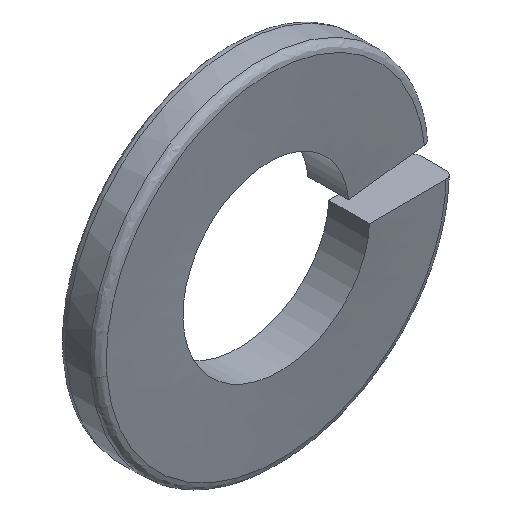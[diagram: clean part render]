
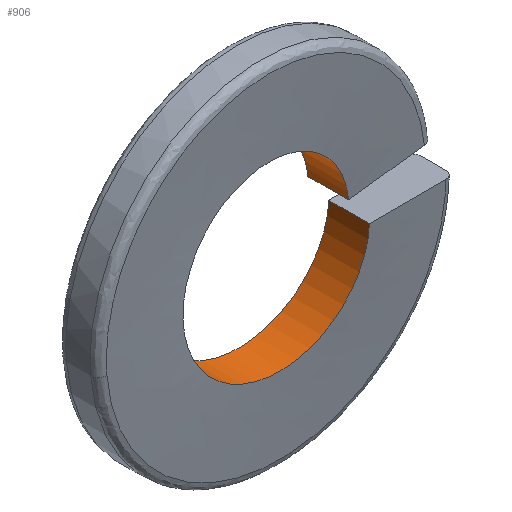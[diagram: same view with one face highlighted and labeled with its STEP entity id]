
A CAD part, isometric view. The second image highlights one B-rep face of the part: STEP entity #906.
In plain terms, the highlighted cylindrical face has radius 1.3 mm (diameter 2.6 mm), a partial arc.
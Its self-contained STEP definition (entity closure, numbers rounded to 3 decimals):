
#143=DIRECTION('',(0.,1.,0.));
#144=VECTOR('',#143,0.6);
#145=CARTESIAN_POINT('',(1.3,0.,0.));
#146=LINE('',#145,#144);
#190=CARTESIAN_POINT('',(1.3,0.6,0.));
#191=CARTESIAN_POINT('',(1.3,0.603,-0.07));
#192=CARTESIAN_POINT('',(1.289,0.608,
-0.211));
#193=CARTESIAN_POINT('',(1.238,0.616,
-0.416));
#194=CARTESIAN_POINT('',(1.154,0.624,
-0.61));
#195=CARTESIAN_POINT('',(1.041,0.632,
-0.789));
#196=CARTESIAN_POINT('',(0.9,0.639,
-0.946));
#197=CARTESIAN_POINT('',(0.735,0.647,
-1.079));
#198=CARTESIAN_POINT('',(0.551,0.655,
-1.184));
#199=CARTESIAN_POINT('',(0.353,0.663,
-1.257));
#200=CARTESIAN_POINT('',(0.146,0.671,
-1.298));
#201=CARTESIAN_POINT('',(-0.066,0.679,
-1.304));
#202=CARTESIAN_POINT('',(-0.275,0.687,
-1.276));
#203=CARTESIAN_POINT('',(-0.478,0.695,
-1.215));
#204=CARTESIAN_POINT('',(-0.667,0.703,
-1.122));
#205=CARTESIAN_POINT('',(-0.84,0.711,
-1.));
#206=CARTESIAN_POINT('',(-0.99,0.718,
-0.851));
#207=CARTESIAN_POINT('',(-1.115,0.726,
-0.68));
#208=CARTESIAN_POINT('',(-1.21,0.734,
-0.491));
#209=CARTESIAN_POINT('',(-1.273,0.742,
-0.29));
#210=CARTESIAN_POINT('',(-1.303,0.75,-0.08));
#211=CARTESIAN_POINT('',(-1.299,0.758,
0.131));
#212=CARTESIAN_POINT('',(-1.261,0.766,
0.339));
#213=CARTESIAN_POINT('',(-1.19,0.774,
0.538));
#214=CARTESIAN_POINT('',(-1.087,0.782,
0.723));
#215=CARTESIAN_POINT('',(-0.956,0.789,
0.889));
#216=CARTESIAN_POINT('',(-0.8,0.797,
1.032));
#217=CARTESIAN_POINT('',(-0.623,0.805,
1.147));
#218=CARTESIAN_POINT('',(-0.43,0.813,
1.233));
#219=CARTESIAN_POINT('',(-0.225,0.821,
1.286));
#220=CARTESIAN_POINT('',(-0.015,0.829,
1.306));
#221=CARTESIAN_POINT('',(0.196,0.837,1.291));
#222=CARTESIAN_POINT('',(0.402,0.845,1.242));
#223=CARTESIAN_POINT('',(0.597,0.853,1.161));
#224=CARTESIAN_POINT('',(0.777,0.861,1.05));
#225=CARTESIAN_POINT('',(0.936,0.868,
0.91));
#226=CARTESIAN_POINT('',(1.071,0.876,0.747));
#227=CARTESIAN_POINT('',(1.177,0.884,0.565));
#228=CARTESIAN_POINT('',(1.253,0.892,0.367));
#229=CARTESIAN_POINT('',(1.282,0.897,0.229));
#230=CARTESIAN_POINT('',(1.29,0.9,0.16));
#270=CARTESIAN_POINT('',(1.3,0.,0.));
#271=CARTESIAN_POINT('',(1.3,0.003,-0.07));
#272=CARTESIAN_POINT('',(1.289,0.008,
-0.211));
#273=CARTESIAN_POINT('',(1.238,0.016,
-0.416));
#274=CARTESIAN_POINT('',(1.154,0.024,
-0.61));
#275=CARTESIAN_POINT('',(1.041,0.032,
-0.789));
#276=CARTESIAN_POINT('',(0.9,0.039,
-0.946));
#277=CARTESIAN_POINT('',(0.735,0.047,
-1.079));
#278=CARTESIAN_POINT('',(0.551,0.055,
-1.184));
#279=CARTESIAN_POINT('',(0.353,0.063,
-1.257));
#280=CARTESIAN_POINT('',(0.146,0.071,
-1.298));
#281=CARTESIAN_POINT('',(-0.066,0.079,
-1.304));
#282=CARTESIAN_POINT('',(-0.275,0.087,
-1.276));
#283=CARTESIAN_POINT('',(-0.478,0.095,
-1.215));
#284=CARTESIAN_POINT('',(-0.667,0.103,
-1.122));
#285=CARTESIAN_POINT('',(-0.84,0.111,
-1.));
#286=CARTESIAN_POINT('',(-0.99,0.118,
-0.851));
#287=CARTESIAN_POINT('',(-1.115,0.126,
-0.68));
#288=CARTESIAN_POINT('',(-1.21,0.134,
-0.491));
#289=CARTESIAN_POINT('',(-1.273,0.142,
-0.29));
#290=CARTESIAN_POINT('',(-1.303,0.15,-0.08));
#291=CARTESIAN_POINT('',(-1.299,0.158,
0.131));
#292=CARTESIAN_POINT('',(-1.261,0.166,
0.339));
#293=CARTESIAN_POINT('',(-1.19,0.174,
0.538));
#294=CARTESIAN_POINT('',(-1.087,0.182,
0.723));
#295=CARTESIAN_POINT('',(-0.956,0.189,
0.889));
#296=CARTESIAN_POINT('',(-0.8,0.197,
1.032));
#297=CARTESIAN_POINT('',(-0.623,0.205,
1.147));
#298=CARTESIAN_POINT('',(-0.43,0.213,
1.233));
#299=CARTESIAN_POINT('',(-0.225,0.221,
1.286));
#300=CARTESIAN_POINT('',(-0.015,0.229,
1.306));
#301=CARTESIAN_POINT('',(0.196,0.237,1.291));
#302=CARTESIAN_POINT('',(0.402,0.245,1.242));
#303=CARTESIAN_POINT('',(0.597,0.253,1.161));
#304=CARTESIAN_POINT('',(0.777,0.261,1.05));
#305=CARTESIAN_POINT('',(0.936,0.268,
0.91));
#306=CARTESIAN_POINT('',(1.071,0.276,0.747));
#307=CARTESIAN_POINT('',(1.177,0.284,0.565));
#308=CARTESIAN_POINT('',(1.253,0.292,0.367));
#309=CARTESIAN_POINT('',(1.282,0.297,0.229));
#310=CARTESIAN_POINT('',(1.29,0.3,0.16));
#563=DIRECTION('',(0.,1.,0.));
#564=VECTOR('',#563,0.6);
#565=CARTESIAN_POINT('',(1.29,0.3,0.16));
#566=LINE('',#565,#564);
#590=CARTESIAN_POINT('',(1.3,0.,0.));
#591=CARTESIAN_POINT('',(1.3,0.6,0.));
#592=VERTEX_POINT('',#590);
#593=VERTEX_POINT('',#591);
#594=CARTESIAN_POINT('',(1.29,0.3,0.16));
#595=CARTESIAN_POINT('',(1.29,0.9,0.16));
#596=VERTEX_POINT('',#594);
#597=VERTEX_POINT('',#595);
#893=CARTESIAN_POINT('',(0.,0.,0.));
#894=DIRECTION('',(0.,1.,0.));
#895=DIRECTION('',(1.,0.,0.));
#896=AXIS2_PLACEMENT_3D('',#893,#894,#895);
#897=CYLINDRICAL_SURFACE('',#896,1.3);
#898=ORIENTED_EDGE('',*,*,#623,.F.);
#900=ORIENTED_EDGE('',*,*,#899,.T.);
#902=ORIENTED_EDGE('',*,*,#901,.T.);
#903=ORIENTED_EDGE('',*,*,#884,.F.);
#904=EDGE_LOOP('',(#898,#900,#902,#903));
#905=FACE_OUTER_BOUND('',#904,.F.);
#231=B_SPLINE_CURVE_WITH_KNOTS('',3,(#190,#191,#192,#193,#194,#195,#196,#197,
#198,#199,#200,#201,#202,#203,#204,#205,#206,#207,#208,#209,#210,#211,#212,#213,
#214,#215,#216,#217,#218,#219,#220,#221,#222,#223,#224,#225,#226,#227,#228,#229,
#230),.UNSPECIFIED.,.F.,.F.,(4,1,1,1,1,1,1,1,1,1,1,1,1,1,1,1,1,1,1,1,1,1,1,1,1,
1,1,1,1,1,1,1,1,1,1,1,1,1,4),(0.,0.026,0.053,
0.079,0.105,0.132,0.158,
0.184,0.211,0.237,0.263,
0.289,0.316,0.342,0.368,
0.395,0.421,0.447,0.474,0.5,
0.526,0.553,0.579,0.605,
0.632,0.658,0.684,0.711,
0.737,0.763,0.789,0.816,
0.842,0.868,0.895,0.921,
0.947,0.974,1.),.UNSPECIFIED.);
#311=B_SPLINE_CURVE_WITH_KNOTS('',3,(#270,#271,#272,#273,#274,#275,#276,#277,
#278,#279,#280,#281,#282,#283,#284,#285,#286,#287,#288,#289,#290,#291,#292,#293,
#294,#295,#296,#297,#298,#299,#300,#301,#302,#303,#304,#305,#306,#307,#308,#309,
#310),.UNSPECIFIED.,.F.,.F.,(4,1,1,1,1,1,1,1,1,1,1,1,1,1,1,1,1,1,1,1,1,1,1,1,1,
1,1,1,1,1,1,1,1,1,1,1,1,1,4),(0.,0.026,0.053,
0.079,0.105,0.132,0.158,
0.184,0.211,0.237,0.263,
0.289,0.316,0.342,0.368,
0.395,0.421,0.447,0.474,0.5,
0.526,0.553,0.579,0.605,
0.632,0.658,0.684,0.711,
0.737,0.763,0.789,0.816,
0.842,0.868,0.895,0.921,
0.947,0.974,1.),.UNSPECIFIED.);
#623=EDGE_CURVE('',#592,#593,#146,.T.);
#884=EDGE_CURVE('',#593,#597,#231,.T.);
#899=EDGE_CURVE('',#592,#596,#311,.T.);
#901=EDGE_CURVE('',#596,#597,#566,.T.);
#906=ADVANCED_FACE('',(#905),#897,.F.);
